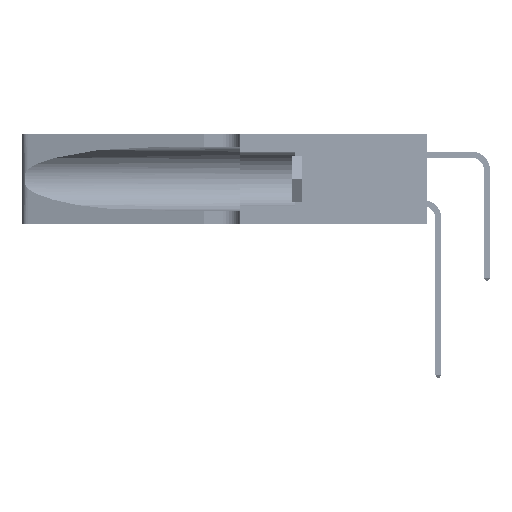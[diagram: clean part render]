
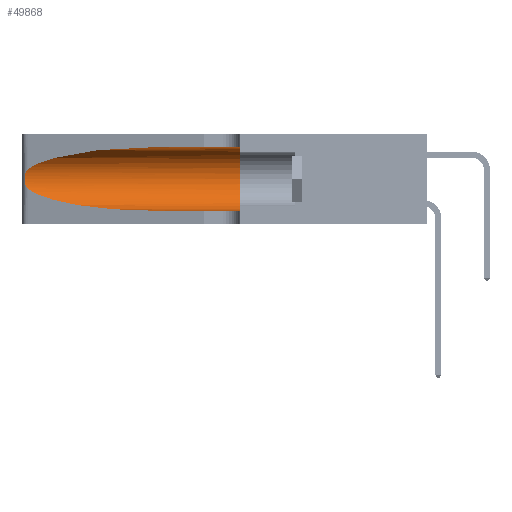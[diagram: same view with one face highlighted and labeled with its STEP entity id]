
A CAD part, left-side view. The second image highlights one B-rep face of the part: STEP entity #49868.
In plain terms, the highlighted cylindrical face has radius 3.308 mm (diameter 6.617 mm), a partial arc.
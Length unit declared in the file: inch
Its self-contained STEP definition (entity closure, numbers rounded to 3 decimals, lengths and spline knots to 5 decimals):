
#509 = EDGE_LOOP ( 'NONE', ( #3950, #19346, #5675, #3261, #29715, #25454 ) ) ;
#856 = CARTESIAN_POINT ( 'NONE',  ( 0.2373, 1.15595, 0.08982 ) ) ;
#2694 = DIRECTION ( 'NONE',  ( 0., -1., 0. ) ) ;
#3261 = ORIENTED_EDGE ( 'NONE', *, *, #30344, .T. ) ;
#3950 = ORIENTED_EDGE ( 'NONE', *, *, #33906, .T. ) ;
#4806 = EDGE_CURVE ( 'NONE', #25968, #20012, #11033, .T. ) ;
#5675 = ORIENTED_EDGE ( 'NONE', *, *, #39278, .T. ) ;
#5782 = FACE_OUTER_BOUND ( 'NONE', #509, .T. ) ;
#6185 = CARTESIAN_POINT ( 'NONE',  ( 0.25555, 1.22994, 0.2215 ) ) ;
#6289 = VERTEX_POINT ( 'NONE', #37794 ) ;
#6738 = CARTESIAN_POINT ( 'NONE',  ( 0.26017, 1.23833, 0.17102 ) ) ;
#7962 = CARTESIAN_POINT ( 'NONE',  ( 0.1305, 0.72297, 0.31525 ) ) ;
#8314 = DIRECTION ( 'NONE',  ( 0., -1., 0. ) ) ;
#8959 = CARTESIAN_POINT ( 'NONE',  ( 0.1305, 0.35, 0.05475 ) ) ;
#9762 = AXIS2_PLACEMENT_3D ( 'NONE', #25835, #8314, #12806 ) ;
#10279 = CARTESIAN_POINT ( 'NONE',  ( 0.25787, 1.23484, 0.2124 ) ) ;
#10809 = CARTESIAN_POINT ( 'NONE',  ( 0.1305, 0.35, 0.31525 ) ) ;
#11033 = LINE ( 'NONE', #24266, #33066 ) ;
#12806 = DIRECTION ( 'NONE',  ( 0., 0., -1. ) ) ;
#13145 = EDGE_CURVE ( 'NONE', #20012, #41279, #25353, .T. ) ;
#15054 = CARTESIAN_POINT ( 'NONE',  ( 0.1305, 0.35, 0.185 ) ) ;
#19235 = LINE ( 'NONE', #28088, #27301 ) ;
#19346 = ORIENTED_EDGE ( 'NONE', *, *, #24731, .T. ) ;
#19363 = CARTESIAN_POINT ( 'NONE',  ( 0.25856, 1.23593, 0.16098 ) ) ;
#20012 = VERTEX_POINT ( 'NONE', #10809 ) ;
#20443 = VERTEX_POINT ( 'NONE', #27739 ) ;
#20872 = CARTESIAN_POINT ( 'NONE',  ( 0.25487, 1.22718, 0.14631 ) ) ;
#22271 = CARTESIAN_POINT ( 'NONE',  ( 0.25487, 1.22718, 0.14631 ) ) ;
#23133 = CARTESIAN_POINT ( 'NONE',  ( 0.25639, 1.23184, 0.21858 ) ) ;
#23514 = CARTESIAN_POINT ( 'NONE',  ( 0.25854, 1.2359, 0.20912 ) ) ;
#24266 = CARTESIAN_POINT ( 'NONE',  ( 0.1305, 1.61858, 0.31525 ) ) ;
#24731 = EDGE_CURVE ( 'NONE', #6289, #50714, #39326, .T. ) ;
#25353 = CIRCLE ( 'NONE', #38384, 0.13025 ) ;
#25454 = ORIENTED_EDGE ( 'NONE', *, *, #4806, .F. ) ;
#25835 = CARTESIAN_POINT ( 'NONE',  ( 0.1305, 1.61858, 0.185 ) ) ;
#25968 = VERTEX_POINT ( 'NONE', #7962 ) ;
#27301 = VECTOR ( 'NONE', #33088, 39.37008 ) ;
#27739 = CARTESIAN_POINT ( 'NONE',  ( 0.1305, 0.72297, 0.05475 ) ) ;
#28088 = CARTESIAN_POINT ( 'NONE',  ( 0.1305, 1.61858, 0.05475 ) ) ;
#29715 = ORIENTED_EDGE ( 'NONE', *, *, #13145, .F. ) ;
#30344 = EDGE_CURVE ( 'NONE', #20443, #41279, #19235, .T. ) ;
#31869 = CARTESIAN_POINT ( 'NONE',  ( 0.25789, 1.23486, 0.15765 ) ) ;
#32977 =( BOUNDED_CURVE ( )  B_SPLINE_CURVE ( 3, ( #22271, #856, #52060, #38831 ),
 .UNSPECIFIED., .F., .T. ) 
 B_SPLINE_CURVE_WITH_KNOTS ( ( 4, 4 ),
 ( 3.44316, 4.71239 ),
 .UNSPECIFIED. ) 
 CURVE ( )  GEOMETRIC_REPRESENTATION_ITEM ( )  RATIONAL_B_SPLINE_CURVE ( ( 1., 0.87, 0.87, 1. ) ) 
 REPRESENTATION_ITEM ( '' )  );
#33066 = VECTOR ( 'NONE', #2694, 39.37008 ) ;
#33088 = DIRECTION ( 'NONE',  ( 0., -1., 0. ) ) ;
#33812 = CARTESIAN_POINT ( 'NONE',  ( 0.25487, 1.22718, 0.22369 ) ) ;
#33906 = EDGE_CURVE ( 'NONE', #25968, #6289, #52785, .T. ) ;
#36142 = DIRECTION ( 'NONE',  ( 0., 1., 0. ) ) ;
#36404 = CYLINDRICAL_SURFACE ( 'NONE', #9762, 0.13025 ) ;
#37794 = CARTESIAN_POINT ( 'NONE',  ( 0.25487, 1.22718, 0.22369 ) ) ;
#38384 = AXIS2_PLACEMENT_3D ( 'NONE', #15054, #36142, #40400 ) ;
#38831 = CARTESIAN_POINT ( 'NONE',  ( 0.1305, 0.72297, 0.05475 ) ) ;
#39278 = EDGE_CURVE ( 'NONE', #50714, #20443, #32977, .T. ) ;
#39326 = B_SPLINE_CURVE_WITH_KNOTS ( 'NONE', 3,
 ( #45086, #6185, #23133, #10279, #23514, #40787, #44907, #40424, #6738, #19363, #31869, #40249, #40072, #44350 ),
 .UNSPECIFIED., .F., .F.,
 ( 4, 2, 2, 2, 2, 2, 4 ),
 ( 0., 0.00027, 0.00053, 0.00107, 0.0016, 0.00187, 0.00214 ),
 .UNSPECIFIED. ) ;
#40072 = CARTESIAN_POINT ( 'NONE',  ( 0.25555, 1.22993, 0.14849 ) ) ;
#40249 = CARTESIAN_POINT ( 'NONE',  ( 0.25639, 1.23186, 0.15144 ) ) ;
#40400 = DIRECTION ( 'NONE',  ( 0., 0., 1. ) ) ;
#40424 = CARTESIAN_POINT ( 'NONE',  ( 0.26075, 1.23896, 0.178 ) ) ;
#40787 = CARTESIAN_POINT ( 'NONE',  ( 0.26018, 1.23835, 0.19895 ) ) ;
#41279 = VERTEX_POINT ( 'NONE', #8959 ) ;
#44350 = CARTESIAN_POINT ( 'NONE',  ( 0.25487, 1.22718, 0.14631 ) ) ;
#44907 = CARTESIAN_POINT ( 'NONE',  ( 0.26075, 1.23896, 0.19203 ) ) ;
#45086 = CARTESIAN_POINT ( 'NONE',  ( 0.25487, 1.22718, 0.22369 ) ) ;
#46479 = CARTESIAN_POINT ( 'NONE',  ( 0.2373, 1.15595, 0.28018 ) ) ;
#49868 = ADVANCED_FACE ( 'NONE', ( #5782 ), #36404, .F. ) ;
#50714 = VERTEX_POINT ( 'NONE', #20872 ) ;
#51316 = CARTESIAN_POINT ( 'NONE',  ( 0.1305, 0.72297, 0.31525 ) ) ;
#52060 = CARTESIAN_POINT ( 'NONE',  ( 0.18966, 0.96281, 0.05475 ) ) ;
#52785 =( BOUNDED_CURVE ( )  B_SPLINE_CURVE ( 3, ( #51316, #55039, #46479, #33812 ),
 .UNSPECIFIED., .F., .T. ) 
 B_SPLINE_CURVE_WITH_KNOTS ( ( 4, 4 ),
 ( 1.5708, 2.84003 ),
 .UNSPECIFIED. ) 
 CURVE ( )  GEOMETRIC_REPRESENTATION_ITEM ( )  RATIONAL_B_SPLINE_CURVE ( ( 1., 0.87, 0.87, 1. ) ) 
 REPRESENTATION_ITEM ( '' )  );
#55039 = CARTESIAN_POINT ( 'NONE',  ( 0.18966, 0.96281, 0.31525 ) ) ;
